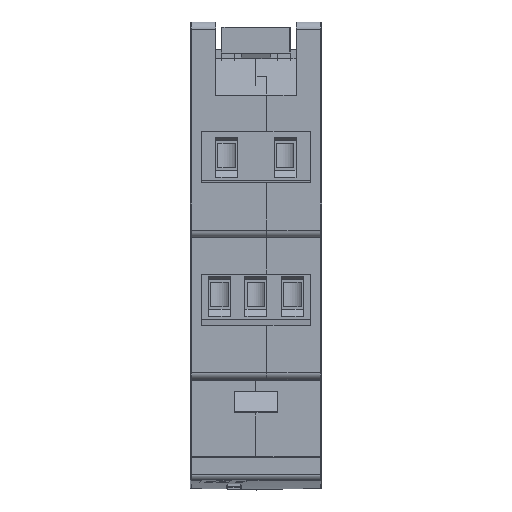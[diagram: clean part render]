
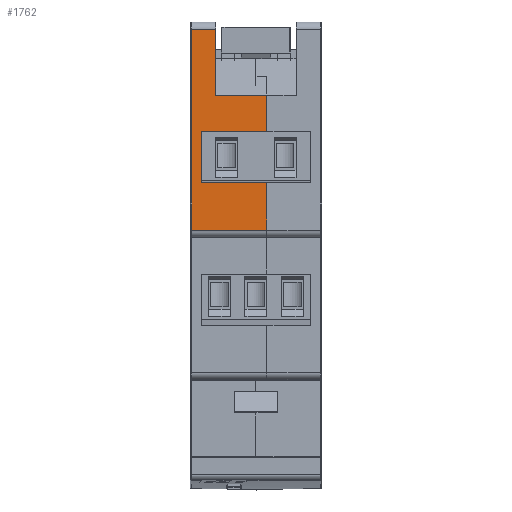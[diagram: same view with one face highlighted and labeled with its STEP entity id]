
A CAD part, top view. The second image highlights one B-rep face of the part: STEP entity #1762.
In plain terms, the highlighted planar face has unit normal (0, 0, 1).
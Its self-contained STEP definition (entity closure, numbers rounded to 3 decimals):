
#1762=ADVANCED_FACE('',(#3669),#3671,.T.);
#3669=FACE_BOUND('',#3670,.T.);
#3670=EDGE_LOOP('',(#8322,#8323,#8324,#8325,#8326,#8327,#8328,#8329,#8330,#8331));
#3671=PLANE('',#3672);
#3672=AXIS2_PLACEMENT_3D('',#3673,#3674,#3675);
#3673=CARTESIAN_POINT('',(0.,28.75,44.75));
#3674=DIRECTION('',(0.,0.,1.));
#3675=DIRECTION('',(0.,-1.,0.));
#8322=ORIENTED_EDGE('',*,*,#11539,.T.);
#8323=ORIENTED_EDGE('',*,*,#11540,.T.);
#8324=ORIENTED_EDGE('',*,*,#11541,.F.);
#8325=ORIENTED_EDGE('',*,*,#11542,.T.);
#8326=ORIENTED_EDGE('',*,*,#11543,.T.);
#8327=ORIENTED_EDGE('',*,*,#11544,.T.);
#8328=ORIENTED_EDGE('',*,*,#11545,.F.);
#8329=ORIENTED_EDGE('',*,*,#11453,.T.);
#8330=ORIENTED_EDGE('',*,*,#11419,.T.);
#8331=ORIENTED_EDGE('',*,*,#11538,.F.);
#11419=EDGE_CURVE('',#13285,#13283,#13286,.T.);
#11453=EDGE_CURVE('',#13350,#13285,#13351,.F.);
#11538=EDGE_CURVE('',#13494,#13283,#13496,.T.);
#11539=EDGE_CURVE('',#13494,#13497,#13498,.T.);
#11540=EDGE_CURVE('',#13497,#13499,#13500,.T.);
#11541=EDGE_CURVE('',#13501,#13499,#13502,.T.);
#11542=EDGE_CURVE('',#13501,#13503,#13504,.F.);
#11543=EDGE_CURVE('',#13503,#13505,#13506,.T.);
#11544=EDGE_CURVE('',#13505,#13507,#13508,.F.);
#11545=EDGE_CURVE('',#13350,#13507,#13509,.T.);
#13283=VERTEX_POINT('',#16567);
#13285=VERTEX_POINT('',#16572);
#13286=LINE('',#16573,#16574);
#13350=VERTEX_POINT('',#16712);
#13351=LINE('',#16713,#16714);
#13494=VERTEX_POINT('',#17024);
#13496=LINE('',#17029,#17030);
#13497=VERTEX_POINT('',#17032);
#13498=LINE('',#17033,#17034);
#13499=VERTEX_POINT('',#17036);
#13500=LINE('',#17037,#17038);
#13501=VERTEX_POINT('',#17040);
#13502=LINE('',#17041,#17042);
#13503=VERTEX_POINT('',#17044);
#13504=LINE('',#17045,#17046);
#13505=VERTEX_POINT('',#17048);
#13506=LINE('',#17049,#17050);
#13507=VERTEX_POINT('',#17052);
#13508=LINE('',#17053,#17054);
#13509=LINE('',#17056,#17057);
#16567=CARTESIAN_POINT('',(3.5,28.75,44.75));
#16572=CARTESIAN_POINT('',(3.5,19.75,44.75));
#16573=CARTESIAN_POINT('',(3.5,19.75,44.75));
#16574=VECTOR('',#16575,1.);
#16575=DIRECTION('',(0.,1.,0.));
#16712=CARTESIAN_POINT('',(10.5,19.75,44.75));
#16713=CARTESIAN_POINT('',(3.5,19.75,44.75));
#16714=VECTOR('',#16715,1.);
#16715=DIRECTION('',(1.,0.,0.));
#17024=CARTESIAN_POINT('',(0.2,28.75,44.75));
#17029=CARTESIAN_POINT('',(0.2,28.75,44.75));
#17030=VECTOR('',#17031,1.);
#17031=DIRECTION('',(1.,0.,0.));
#17032=CARTESIAN_POINT('',(0.2,1.25,44.75));
#17033=CARTESIAN_POINT('',(0.2,28.75,44.75));
#17034=VECTOR('',#17035,1.);
#17035=DIRECTION('',(0.,-1.,0.));
#17036=CARTESIAN_POINT('',(10.5,1.25,44.75));
#17037=CARTESIAN_POINT('',(0.2,1.25,44.75));
#17038=VECTOR('',#17039,1.);
#17039=DIRECTION('',(1.,0.,0.));
#17040=CARTESIAN_POINT('',(10.5,7.75,44.75));
#17041=CARTESIAN_POINT('',(10.5,7.75,44.75));
#17042=VECTOR('',#17043,1.);
#17043=DIRECTION('',(0.,-1.,0.));
#17044=CARTESIAN_POINT('',(1.5,7.75,44.75));
#17045=CARTESIAN_POINT('',(1.5,7.75,44.75));
#17046=VECTOR('',#17047,1.);
#17047=DIRECTION('',(1.,0.,0.));
#17048=CARTESIAN_POINT('',(1.5,14.75,44.75));
#17049=CARTESIAN_POINT('',(1.5,7.75,44.75));
#17050=VECTOR('',#17051,1.);
#17051=DIRECTION('',(0.,1.,0.));
#17052=CARTESIAN_POINT('',(10.5,14.75,44.75));
#17053=CARTESIAN_POINT('',(10.5,14.75,44.75));
#17054=VECTOR('',#17055,1.);
#17055=DIRECTION('',(-1.,0.,0.));
#17056=CARTESIAN_POINT('',(10.5,19.75,44.75));
#17057=VECTOR('',#17058,1.);
#17058=DIRECTION('',(0.,-1.,0.));
